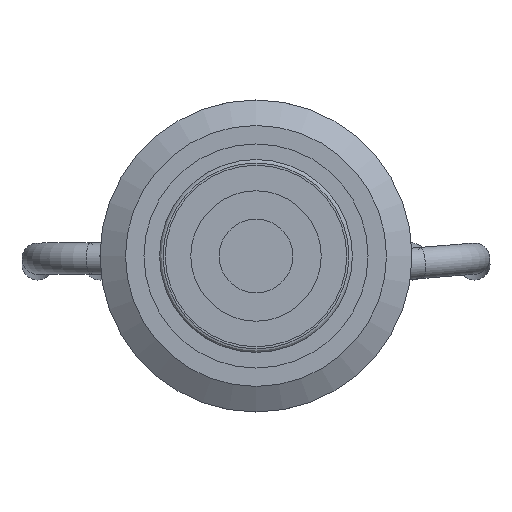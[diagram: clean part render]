
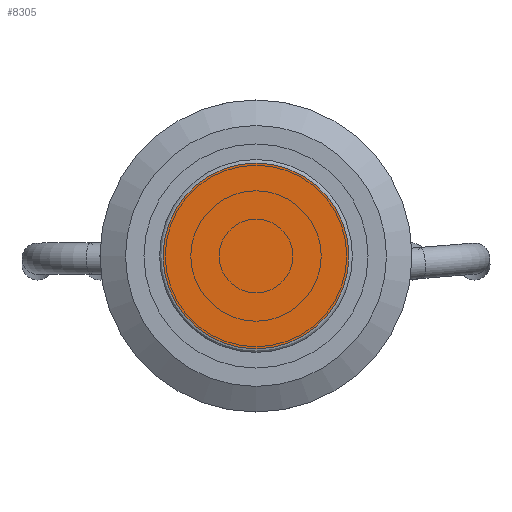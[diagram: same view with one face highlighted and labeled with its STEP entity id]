
A CAD part, top view. The second image highlights one B-rep face of the part: STEP entity #8305.
In plain terms, the highlighted planar face has unit normal (0, 0, 1).
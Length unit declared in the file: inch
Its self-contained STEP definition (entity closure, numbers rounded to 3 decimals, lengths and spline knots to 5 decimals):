
#362=PLANE('',#9135);
#757=FACE_OUTER_BOUND('',#1267,.T.);
#1267=EDGE_LOOP('',(#7224));
#1783=CIRCLE('',#9136,0.25787);
#3908=VERTEX_POINT('',#14639);
#5038=EDGE_CURVE('',#3908,#3908,#1783,.T.);
#7224=ORIENTED_EDGE('',*,*,#5038,.F.);
#8305=ADVANCED_FACE('',(#757),#362,.F.);
#9135=AXIS2_PLACEMENT_3D('',#14638,#11213,#11214);
#9136=AXIS2_PLACEMENT_3D('',#14640,#11215,#11216);
#11213=DIRECTION('center_axis',(0.,0.,
-1.));
#11214=DIRECTION('ref_axis',(1.,0.,0.));
#11215=DIRECTION('center_axis',(0.,0.,
-1.));
#11216=DIRECTION('ref_axis',(1.,0.,0.));
#14638=CARTESIAN_POINT('Origin',(0.,0.,
0.80709));
#14639=CARTESIAN_POINT('',(-0.25787,0.,0.80709));
#14640=CARTESIAN_POINT('Origin',(0.,0.,
0.80709));
